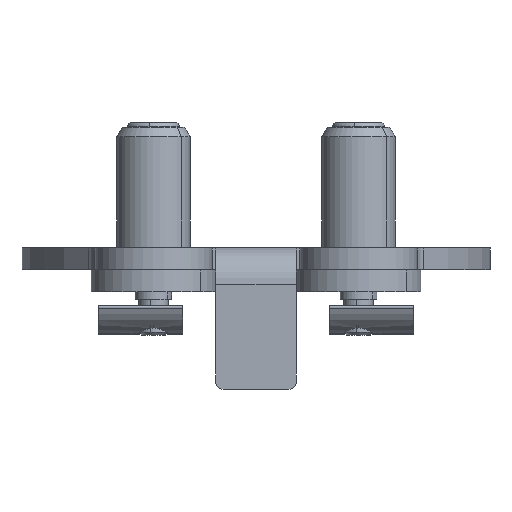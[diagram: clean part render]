
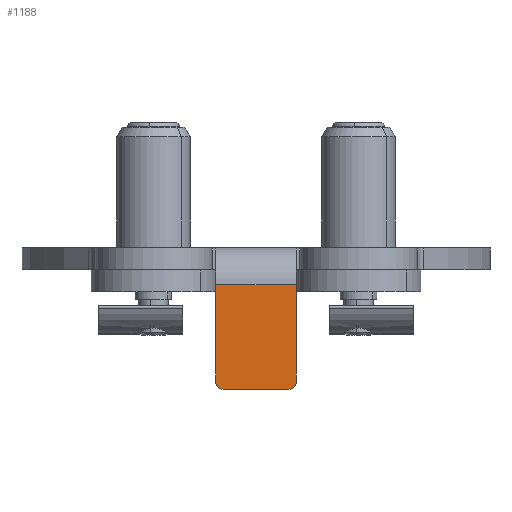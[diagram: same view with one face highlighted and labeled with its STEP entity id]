
A CAD part, left-side view. The second image highlights one B-rep face of the part: STEP entity #1188.
In plain terms, the highlighted planar face has unit normal (-1, 0, 0).
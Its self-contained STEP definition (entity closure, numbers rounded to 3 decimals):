
#124 = CARTESIAN_POINT ( 'NONE',  ( -45., -5.5, -19.303 ) ) ;
#377 = ORIENTED_EDGE ( 'NONE', *, *, #3506, .T. ) ;
#471 = CARTESIAN_POINT ( 'NONE',  ( -45., 5.5, -5. ) ) ;
#474 = CARTESIAN_POINT ( 'NONE',  ( -45., 4.5, -18.303 ) ) ;
#500 = DIRECTION ( 'NONE',  ( 0., 0., -1. ) ) ;
#744 = AXIS2_PLACEMENT_3D ( 'NONE', #1404, #3612, #2949 ) ;
#761 = VECTOR ( 'NONE', #3495, 1000. ) ;
#776 = FACE_OUTER_BOUND ( 'NONE', #3754, .T. ) ;
#784 = EDGE_CURVE ( 'NONE', #3785, #3994, #4081, .T. ) ;
#808 = ORIENTED_EDGE ( 'NONE', *, *, #2487, .F. ) ;
#814 = AXIS2_PLACEMENT_3D ( 'NONE', #2223, #2178, #3665 ) ;
#848 = LINE ( 'NONE', #1272, #1118 ) ;
#907 = CARTESIAN_POINT ( 'NONE',  ( -45., 5.5, -19.303 ) ) ;
#1118 = VECTOR ( 'NONE', #3106, 1000. ) ;
#1188 = ADVANCED_FACE ( 'NONE', ( #776 ), #3365, .F. ) ;
#1235 = CARTESIAN_POINT ( 'NONE',  ( -45., 5.5, -18.303 ) ) ;
#1272 = CARTESIAN_POINT ( 'NONE',  ( -45., 5.5, -0.303 ) ) ;
#1285 = DIRECTION ( 'NONE',  ( 0., -1., 0. ) ) ;
#1404 = CARTESIAN_POINT ( 'NONE',  ( -45., -4.5, -18.303 ) ) ;
#1417 = AXIS2_PLACEMENT_3D ( 'NONE', #474, #1929, #500 ) ;
#1535 = LINE ( 'NONE', #124, #3594 ) ;
#1929 = DIRECTION ( 'NONE',  ( -1., 0., 0. ) ) ;
#2178 = DIRECTION ( 'NONE',  ( 1., 0., 0. ) ) ;
#2223 = CARTESIAN_POINT ( 'NONE',  ( -45., -14., -15.303 ) ) ;
#2272 = CARTESIAN_POINT ( 'NONE',  ( -45., 4.5, -19.303 ) ) ;
#2408 = CIRCLE ( 'NONE', #744, 1. ) ;
#2445 = CARTESIAN_POINT ( 'NONE',  ( -45., -5.5, -18.303 ) ) ;
#2487 = EDGE_CURVE ( 'NONE', #3019, #2678, #3240, .T. ) ;
#2525 = VERTEX_POINT ( 'NONE', #1235 ) ;
#2607 = DIRECTION ( 'NONE',  ( 0., 0., 1. ) ) ;
#2612 = EDGE_CURVE ( 'NONE', #3019, #2525, #848, .T. ) ;
#2678 = VERTEX_POINT ( 'NONE', #4636 ) ;
#2746 = ORIENTED_EDGE ( 'NONE', *, *, #784, .T. ) ;
#2949 = DIRECTION ( 'NONE',  ( 0., 0., -1. ) ) ;
#3019 = VERTEX_POINT ( 'NONE', #471 ) ;
#3025 = VECTOR ( 'NONE', #1285, 1000. ) ;
#3081 = ORIENTED_EDGE ( 'NONE', *, *, #2612, .T. ) ;
#3106 = DIRECTION ( 'NONE',  ( 0., 0., -1. ) ) ;
#3240 = LINE ( 'NONE', #4670, #761 ) ;
#3365 = PLANE ( 'NONE',  #814 ) ;
#3495 = DIRECTION ( 'NONE',  ( 0., -1., 0. ) ) ;
#3506 = EDGE_CURVE ( 'NONE', #4349, #2678, #1535, .T. ) ;
#3594 = VECTOR ( 'NONE', #2607, 1000. ) ;
#3612 = DIRECTION ( 'NONE',  ( -1., 0., 0. ) ) ;
#3665 = DIRECTION ( 'NONE',  ( 0., 0., -1. ) ) ;
#3754 = EDGE_LOOP ( 'NONE', ( #3081, #3876, #2746, #3921, #377, #808 ) ) ;
#3785 = VERTEX_POINT ( 'NONE', #2272 ) ;
#3876 = ORIENTED_EDGE ( 'NONE', *, *, #4303, .T. ) ;
#3921 = ORIENTED_EDGE ( 'NONE', *, *, #4184, .T. ) ;
#3994 = VERTEX_POINT ( 'NONE', #4648 ) ;
#4081 = LINE ( 'NONE', #907, #3025 ) ;
#4184 = EDGE_CURVE ( 'NONE', #3994, #4349, #2408, .T. ) ;
#4294 = CIRCLE ( 'NONE', #1417, 1. ) ;
#4303 = EDGE_CURVE ( 'NONE', #2525, #3785, #4294, .T. ) ;
#4349 = VERTEX_POINT ( 'NONE', #2445 ) ;
#4636 = CARTESIAN_POINT ( 'NONE',  ( -45., -5.5, -5. ) ) ;
#4648 = CARTESIAN_POINT ( 'NONE',  ( -45., -4.5, -19.303 ) ) ;
#4670 = CARTESIAN_POINT ( 'NONE',  ( -45., -14., -5. ) ) ;
